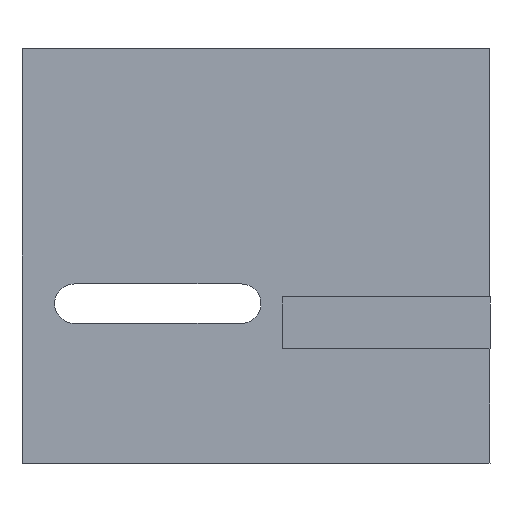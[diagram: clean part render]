
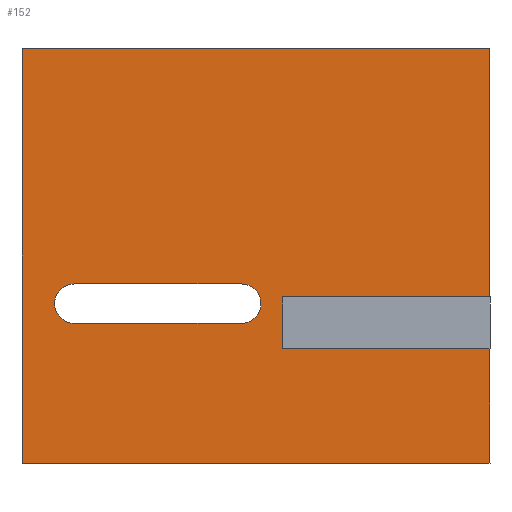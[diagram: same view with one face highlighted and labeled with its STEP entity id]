
A CAD part, front view. The second image highlights one B-rep face of the part: STEP entity #152.
In plain terms, the highlighted planar face has unit normal (0, -1, 0).
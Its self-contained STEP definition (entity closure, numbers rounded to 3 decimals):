
#22 = VERTEX_POINT('',#23);
#23 = CARTESIAN_POINT('',(146.141,980.528,10.445)
  );
#56 = VERTEX_POINT('',#57);
#57 = CARTESIAN_POINT('',(146.141,980.528,
    50.445));
#63 = EDGE_CURVE('',#64,#56,#66,.T.);
#64 = VERTEX_POINT('',#65);
#65 = CARTESIAN_POINT('',(146.141,980.528,
    26.5));
#66 = LINE('',#67,#68);
#67 = CARTESIAN_POINT('',(146.141,980.528,
    49.945));
#68 = VECTOR('',#69,1.);
#69 = DIRECTION('',(0.,0.,1.));
#88 = VERTEX_POINT('',#89);
#89 = CARTESIAN_POINT('',(146.141,980.528,
    21.5));
#95 = EDGE_CURVE('',#22,#88,#96,.T.);
#96 = LINE('',#97,#98);
#97 = CARTESIAN_POINT('',(146.141,980.528,-5.)
  );
#98 = VECTOR('',#99,1.);
#99 = DIRECTION('',(0.,0.,1.));
#109 = EDGE_CURVE('',#22,#110,#112,.T.);
#110 = VERTEX_POINT('',#111);
#111 = CARTESIAN_POINT('',(100.991,980.528,
    10.445));
#112 = LINE('',#113,#114);
#113 = CARTESIAN_POINT('',(146.141,980.528,10.445
    ));
#114 = VECTOR('',#115,1.);
#115 = DIRECTION('',(-1.,0.,0.));
#152 = ADVANCED_FACE('',(#153,#194),#239,.T.);
#153 = FACE_BOUND('',#154,.T.);
#154 = EDGE_LOOP('',(#155,#163,#164,#165,#173,#181,#187,#188));
#155 = ORIENTED_EDGE('',*,*,#156,.F.);
#156 = EDGE_CURVE('',#110,#157,#159,.T.);
#157 = VERTEX_POINT('',#158);
#158 = CARTESIAN_POINT('',(100.991,980.528,50.445));
#159 = LINE('',#160,#161);
#160 = CARTESIAN_POINT('',(100.991,980.528,49.945));
#161 = VECTOR('',#162,1.);
#162 = DIRECTION('',(0.,0.,1.));
#163 = ORIENTED_EDGE('',*,*,#109,.F.);
#164 = ORIENTED_EDGE('',*,*,#95,.T.);
#165 = ORIENTED_EDGE('',*,*,#166,.F.);
#166 = EDGE_CURVE('',#167,#88,#169,.T.);
#167 = VERTEX_POINT('',#168);
#168 = CARTESIAN_POINT('',(126.141,980.528,
    21.5));
#169 = LINE('',#170,#171);
#170 = CARTESIAN_POINT('',(126.141,980.528,
    21.5));
#171 = VECTOR('',#172,1.);
#172 = DIRECTION('',(1.,0.,0.));
#173 = ORIENTED_EDGE('',*,*,#174,.F.);
#174 = EDGE_CURVE('',#175,#167,#177,.T.);
#175 = VERTEX_POINT('',#176);
#176 = CARTESIAN_POINT('',(126.141,980.528,
    26.5));
#177 = LINE('',#178,#179);
#178 = CARTESIAN_POINT('',(126.141,980.528,
    23.));
#179 = VECTOR('',#180,1.);
#180 = DIRECTION('',(-0.,0.,-1.));
#181 = ORIENTED_EDGE('',*,*,#182,.F.);
#182 = EDGE_CURVE('',#64,#175,#183,.T.);
#183 = LINE('',#184,#185);
#184 = CARTESIAN_POINT('',(146.141,980.528,
    26.5));
#185 = VECTOR('',#186,1.);
#186 = DIRECTION('',(-1.,0.,0.));
#187 = ORIENTED_EDGE('',*,*,#63,.T.);
#188 = ORIENTED_EDGE('',*,*,#189,.F.);
#189 = EDGE_CURVE('',#157,#56,#190,.T.);
#190 = LINE('',#191,#192);
#191 = CARTESIAN_POINT('',(136.141,980.528,
    50.445));
#192 = VECTOR('',#193,1.);
#193 = DIRECTION('',(1.,0.,0.));
#194 = FACE_BOUND('',#195,.T.);
#195 = EDGE_LOOP('',(#196,#206,#215,#224,#232));
#196 = ORIENTED_EDGE('',*,*,#197,.F.);
#197 = EDGE_CURVE('',#198,#200,#202,.T.);
#198 = VERTEX_POINT('',#199);
#199 = CARTESIAN_POINT('',(106.041,980.528,23.95)
  );
#200 = VERTEX_POINT('',#201);
#201 = CARTESIAN_POINT('',(122.141,980.528,23.95)
  );
#202 = LINE('',#203,#204);
#203 = CARTESIAN_POINT('',(120.141,980.528,23.95)
  );
#204 = VECTOR('',#205,1.);
#205 = DIRECTION('',(1.,0.,0.));
#206 = ORIENTED_EDGE('',*,*,#207,.T.);
#207 = EDGE_CURVE('',#198,#208,#210,.T.);
#208 = VERTEX_POINT('',#209);
#209 = CARTESIAN_POINT('',(104.141,980.528,25.85)
  );
#210 = CIRCLE('',#211,1.9);
#211 = AXIS2_PLACEMENT_3D('',#212,#213,#214);
#212 = CARTESIAN_POINT('',(106.041,980.528,25.85)
  );
#213 = DIRECTION('',(0.,1.,0.));
#214 = DIRECTION('',(0.,0.,-1.));
#215 = ORIENTED_EDGE('',*,*,#216,.T.);
#216 = EDGE_CURVE('',#208,#217,#219,.T.);
#217 = VERTEX_POINT('',#218);
#218 = CARTESIAN_POINT('',(106.041,980.528,27.75)
  );
#219 = CIRCLE('',#220,1.9);
#220 = AXIS2_PLACEMENT_3D('',#221,#222,#223);
#221 = CARTESIAN_POINT('',(106.041,980.528,25.85)
  );
#222 = DIRECTION('',(0.,1.,0.));
#223 = DIRECTION('',(0.,0.,-1.));
#224 = ORIENTED_EDGE('',*,*,#225,.T.);
#225 = EDGE_CURVE('',#217,#226,#228,.T.);
#226 = VERTEX_POINT('',#227);
#227 = CARTESIAN_POINT('',(122.141,980.528,27.75)
  );
#228 = LINE('',#229,#230);
#229 = CARTESIAN_POINT('',(106.041,980.528,27.75)
  );
#230 = VECTOR('',#231,1.);
#231 = DIRECTION('',(1.,0.,0.));
#232 = ORIENTED_EDGE('',*,*,#233,.F.);
#233 = EDGE_CURVE('',#200,#226,#234,.T.);
#234 = CIRCLE('',#235,1.9);
#235 = AXIS2_PLACEMENT_3D('',#236,#237,#238);
#236 = CARTESIAN_POINT('',(122.141,980.528,25.85
    ));
#237 = DIRECTION('',(0.,-1.,0.));
#238 = DIRECTION('',(1.,0.,0.));
#239 = PLANE('',#240);
#240 = AXIS2_PLACEMENT_3D('',#241,#242,#243);
#241 = CARTESIAN_POINT('',(126.687,980.528,
    16.659));
#242 = DIRECTION('',(0.,-1.,0.));
#243 = DIRECTION('',(-1.,0.,0.));
